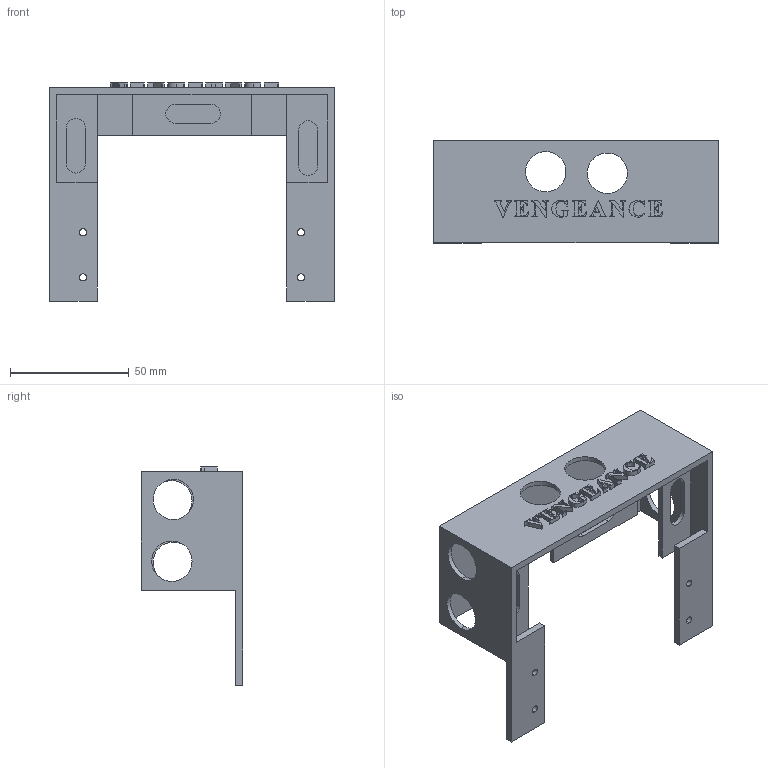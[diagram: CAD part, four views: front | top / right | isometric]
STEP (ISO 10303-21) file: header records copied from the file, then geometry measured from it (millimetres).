
FILE_DESCRIPTION (( 'STEP AP214' ), '1' );
FILE_NAME ('Sonar setup.STEP', '2025-07-26T21:28:50', ( '' ), ( '' ), 'SwSTEP 2.0', 'SolidWorks 2023', '' );
FILE_SCHEMA (( 'AUTOMOTIVE_DESIGN' ));
Length unit declared in the file: millimetre
Products named in the file (1): Sonar setup
Bounding box: 120 x 43 x 92 mm (x, y, z)
Volume: 34566.1 mm3; surface area: 33848.6 mm2
Topology: 1 solids, 1 shells, 306 faces, 874 edges, 580 vertices
Faces by surface type: plane 188, bspline 92, cylinder 26
Entity records: 13561 total; most frequent: CARTESIAN_POINT 6085, ORIENTED_EDGE 1748, DIRECTION 1172, EDGE_CURVE 874, LINE 638, VECTOR 638, VERTEX_POINT 580, EDGE_LOOP 342
